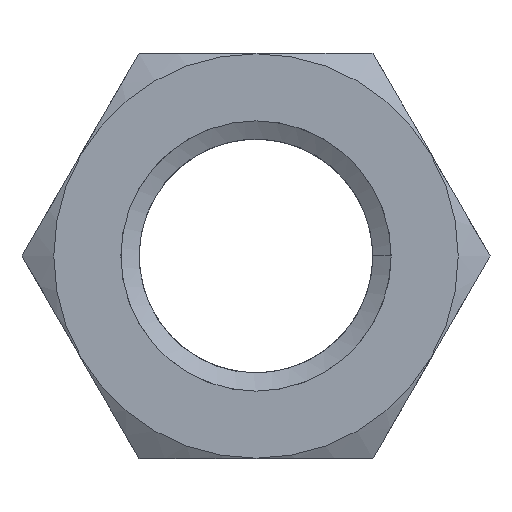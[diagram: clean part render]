
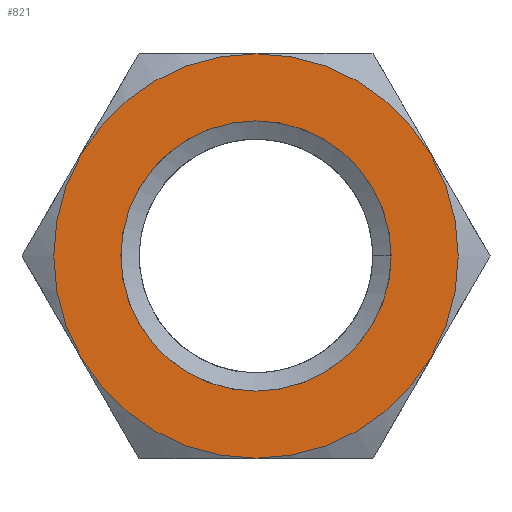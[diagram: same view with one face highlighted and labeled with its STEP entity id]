
A CAD part, front view. The second image highlights one B-rep face of the part: STEP entity #821.
In plain terms, the highlighted planar face has unit normal (0, -1, 0).
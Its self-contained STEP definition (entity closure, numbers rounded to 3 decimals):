
#27 = CARTESIAN_POINT ( 'NONE',  ( 0., 0., 0. ) ) ;
#38 = EDGE_CURVE ( 'NONE', #1240, #457, #2284, .T. ) ;
#64 = FACE_BOUND ( 'NONE', #1634, .T. ) ;
#149 = DIRECTION ( 'NONE',  ( 0., 1., 0. ) ) ;
#200 = ORIENTED_EDGE ( 'NONE', *, *, #1512, .T. ) ;
#302 = DIRECTION ( 'NONE',  ( 0., 1., 0. ) ) ;
#457 = VERTEX_POINT ( 'NONE', #1719 ) ;
#531 = ORIENTED_EDGE ( 'NONE', *, *, #2192, .T. ) ;
#544 = DIRECTION ( 'NONE',  ( 0., -1., 0. ) ) ;
#596 = DIRECTION ( 'NONE',  ( 0., 1., 0. ) ) ;
#635 = CARTESIAN_POINT ( 'NONE',  ( 0., 0., 6. ) ) ;
#718 = DIRECTION ( 'NONE',  ( 0., 0., -1. ) ) ;
#755 = DIRECTION ( 'NONE',  ( 0., 0., 1. ) ) ;
#768 = DIRECTION ( 'NONE',  ( 0., 0., -1. ) ) ;
#821 = ADVANCED_FACE ( 'NONE', ( #64, #2046 ), #1517, .F. ) ;
#877 = CARTESIAN_POINT ( 'NONE',  ( 0., 0., -8.98 ) ) ;
#886 = DIRECTION ( 'NONE',  ( 0., 0., 1. ) ) ;
#1059 = CARTESIAN_POINT ( 'NONE',  ( 0., 0., -6. ) ) ;
#1157 = CARTESIAN_POINT ( 'NONE',  ( 0., 0., 0. ) ) ;
#1161 = AXIS2_PLACEMENT_3D ( 'NONE', #1241, #149, #886 ) ;
#1209 = DIRECTION ( 'NONE',  ( 0., 0., 1. ) ) ;
#1232 = CIRCLE ( 'NONE', #1937, 8.98 ) ;
#1240 = VERTEX_POINT ( 'NONE', #635 ) ;
#1241 = CARTESIAN_POINT ( 'NONE',  ( 0., 0., 0. ) ) ;
#1305 = DIRECTION ( 'NONE',  ( 0., -1., 0. ) ) ;
#1391 = ORIENTED_EDGE ( 'NONE', *, *, #2041, .T. ) ;
#1402 = CARTESIAN_POINT ( 'NONE',  ( 0., 0., 0. ) ) ;
#1512 = EDGE_CURVE ( 'NONE', #2106, #1862, #2334, .T. ) ;
#1517 = PLANE ( 'NONE',  #2395 ) ;
#1543 = CIRCLE ( 'NONE', #1161, 6. ) ;
#1553 = ORIENTED_EDGE ( 'NONE', *, *, #38, .T. ) ;
#1634 = EDGE_LOOP ( 'NONE', ( #531, #2295, #1553 ) ) ;
#1635 = DIRECTION ( 'NONE',  ( 0., 1., 0. ) ) ;
#1719 = CARTESIAN_POINT ( 'NONE',  ( 6., 0., 0. ) ) ;
#1734 = AXIS2_PLACEMENT_3D ( 'NONE', #1402, #302, #1209 ) ;
#1862 = VERTEX_POINT ( 'NONE', #2375 ) ;
#1937 = AXIS2_PLACEMENT_3D ( 'NONE', #2363, #544, #718 ) ;
#1964 = VERTEX_POINT ( 'NONE', #1059 ) ;
#2006 = EDGE_CURVE ( 'NONE', #1964, #1240, #2290, .T. ) ;
#2041 = EDGE_CURVE ( 'NONE', #1862, #2106, #1232, .T. ) ;
#2046 = FACE_OUTER_BOUND ( 'NONE', #2175, .T. ) ;
#2106 = VERTEX_POINT ( 'NONE', #877 ) ;
#2175 = EDGE_LOOP ( 'NONE', ( #200, #1391 ) ) ;
#2192 = EDGE_CURVE ( 'NONE', #457, #1964, #1543, .T. ) ;
#2216 = DIRECTION ( 'NONE',  ( 0., 0., 1. ) ) ;
#2250 = AXIS2_PLACEMENT_3D ( 'NONE', #27, #1305, #768 ) ;
#2284 = CIRCLE ( 'NONE', #1734, 6. ) ;
#2290 = CIRCLE ( 'NONE', #2371, 6. ) ;
#2295 = ORIENTED_EDGE ( 'NONE', *, *, #2006, .T. ) ;
#2334 = CIRCLE ( 'NONE', #2250, 8.98 ) ;
#2363 = CARTESIAN_POINT ( 'NONE',  ( 0., 0., 0. ) ) ;
#2371 = AXIS2_PLACEMENT_3D ( 'NONE', #2372, #1635, #2216 ) ;
#2372 = CARTESIAN_POINT ( 'NONE',  ( 0., 0., 0. ) ) ;
#2375 = CARTESIAN_POINT ( 'NONE',  ( 0., 0., 8.98 ) ) ;
#2395 = AXIS2_PLACEMENT_3D ( 'NONE', #1157, #596, #755 ) ;
